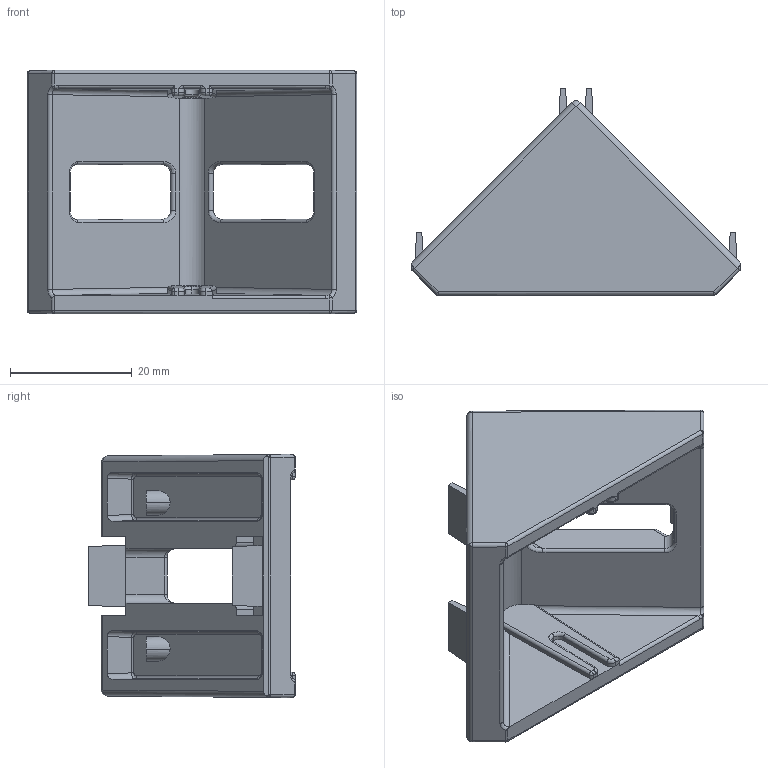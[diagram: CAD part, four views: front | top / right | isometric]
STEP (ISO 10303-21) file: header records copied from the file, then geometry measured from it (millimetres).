
FILE_DESCRIPTION (( 'STEP AP214' ), '1' );
FILE_NAME ('093w402n10r.STEP', '2014-08-20T13:28:23', ( '' ), ( '' ), 'SwSTEP 2.0', 'SolidWorks 2014', '' );
FILE_SCHEMA (( 'AUTOMOTIVE_DESIGN' ));
Length unit declared in the file: millimetre
Products named in the file (1): 093w402n10r
Bounding box: 54.15 x 33.91 x 39.99 mm (x, y, z)
Volume: 14977 mm3; surface area: 10243.7 mm2
Topology: 1 solids, 1 shells, 281 faces, 704 edges, 421 vertices
Faces by surface type: cylinder 121, plane 101, bspline 34, sphere 14, torus 11
Entity records: 8752 total; most frequent: CARTESIAN_POINT 2545, ORIENTED_EDGE 1374, DIRECTION 1215, EDGE_CURVE 687, AXIS2_PLACEMENT_3D 427, VERTEX_POINT 418, LINE 361, VECTOR 361
